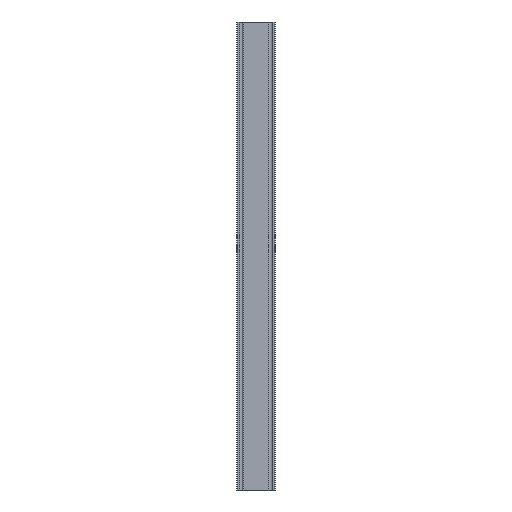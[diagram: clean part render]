
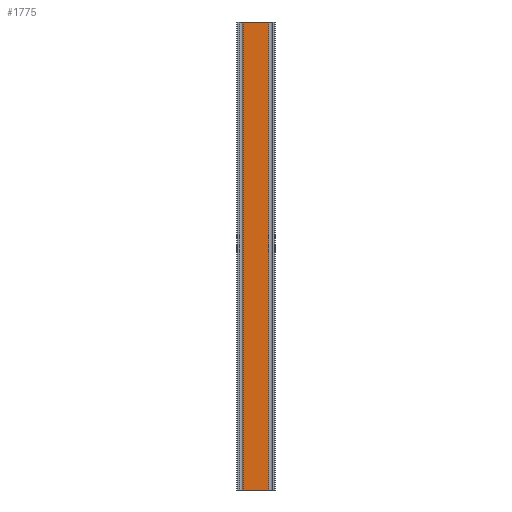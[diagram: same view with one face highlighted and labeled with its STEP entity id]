
A CAD part, front view. The second image highlights one B-rep face of the part: STEP entity #1775.
In plain terms, the highlighted planar face has unit normal (0, -1, 0).
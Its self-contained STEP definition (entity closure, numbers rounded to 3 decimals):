
#328=DIRECTION('',(1.,0.,0.));
#329=VECTOR('',#328,11.);
#330=CARTESIAN_POINT('',(-5.5,-5.75,-100.));
#331=LINE('',#330,#329);
#509=DIRECTION('',(0.,0.,1.));
#510=VECTOR('',#509,200.);
#511=CARTESIAN_POINT('',(5.5,-5.75,-100.));
#512=LINE('',#511,#510);
#516=DIRECTION('',(0.,0.,1.));
#517=VECTOR('',#516,200.);
#518=CARTESIAN_POINT('',(-5.5,-5.75,-100.));
#519=LINE('',#518,#517);
#915=DIRECTION('',(1.,0.,0.));
#916=VECTOR('',#915,11.);
#917=CARTESIAN_POINT('',(-5.5,-5.75,100.));
#918=LINE('',#917,#916);
#1321=CARTESIAN_POINT('',(-5.5,-5.75,-100.));
#1322=VERTEX_POINT('',#1321);
#1323=CARTESIAN_POINT('',(5.5,-5.75,-100.));
#1324=VERTEX_POINT('',#1323);
#1433=CARTESIAN_POINT('',(-5.5,-5.75,100.));
#1434=VERTEX_POINT('',#1433);
#1435=CARTESIAN_POINT('',(5.5,-5.75,100.));
#1436=VERTEX_POINT('',#1435);
#1762=CARTESIAN_POINT('',(-5.5,-5.75,-100.));
#1763=DIRECTION('',(0.,-1.,0.));
#1764=DIRECTION('',(1.,0.,0.));
#1765=AXIS2_PLACEMENT_3D('',#1762,#1763,#1764);
#1766=PLANE('',#1765);
#1767=ORIENTED_EDGE('',*,*,#1550,.F.);
#1769=ORIENTED_EDGE('',*,*,#1768,.T.);
#1771=ORIENTED_EDGE('',*,*,#1770,.T.);
#1772=ORIENTED_EDGE('',*,*,#1754,.F.);
#1773=EDGE_LOOP('',(#1767,#1769,#1771,#1772));
#1774=FACE_OUTER_BOUND('',#1773,.F.);
#1550=EDGE_CURVE('',#1322,#1324,#331,.T.);
#1754=EDGE_CURVE('',#1324,#1436,#512,.T.);
#1768=EDGE_CURVE('',#1322,#1434,#519,.T.);
#1770=EDGE_CURVE('',#1434,#1436,#918,.T.);
#1775=ADVANCED_FACE('',(#1774),#1766,.T.);
